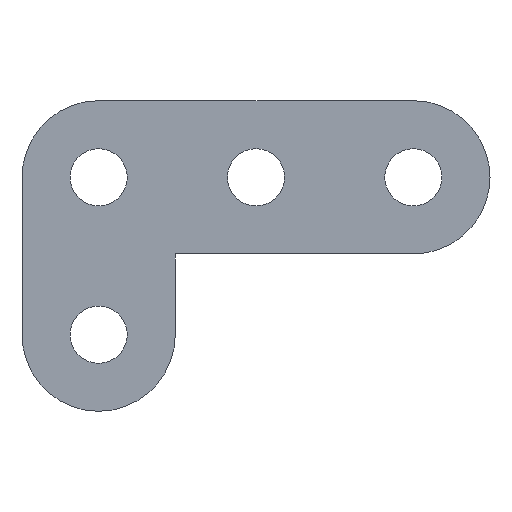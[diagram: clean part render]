
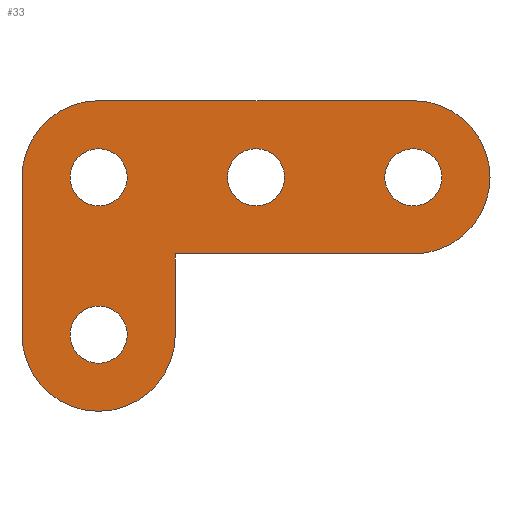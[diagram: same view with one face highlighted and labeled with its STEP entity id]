
A CAD part, front view. The second image highlights one B-rep face of the part: STEP entity #33.
In plain terms, the highlighted planar face has unit normal (0, -1, 0).
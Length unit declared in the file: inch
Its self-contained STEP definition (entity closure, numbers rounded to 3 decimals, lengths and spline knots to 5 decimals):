
#10 = AXIS2_PLACEMENT_3D ( 'NONE', #185, #135, #134 ) ;
#18 = CARTESIAN_POINT ( 'NONE',  ( -0.1875, 0., 0. ) ) ;
#19 = LINE ( 'NONE', #317, #268 ) ;
#29 = EDGE_CURVE ( 'NONE', #387, #645, #177, .T. ) ;
#33 = ADVANCED_FACE ( 'NONE', ( #210, #206, #192, #149, #148 ), #150, .F. ) ;
#36 = DIRECTION ( 'NONE',  ( 0., 0., 1. ) ) ;
#37 = VERTEX_POINT ( 'NONE', #182 ) ;
#39 = DIRECTION ( 'NONE',  ( 0., 1., 0. ) ) ;
#43 = ORIENTED_EDGE ( 'NONE', *, *, #632, .T. ) ;
#45 = ORIENTED_EDGE ( 'NONE', *, *, #218, .T. ) ;
#55 = DIRECTION ( 'NONE',  ( 0., 0., 1. ) ) ;
#60 = VERTEX_POINT ( 'NONE', #291 ) ;
#61 = DIRECTION ( 'NONE',  ( 0., 0., 1. ) ) ;
#63 = CIRCLE ( 'NONE', #522, 0.07 ) ;
#65 = DIRECTION ( 'NONE',  ( 0., 1., 0. ) ) ;
#66 = CIRCLE ( 'NONE', #10, 0.1875 ) ;
#68 = CARTESIAN_POINT ( 'NONE',  ( 0.77, 0., 0. ) ) ;
#70 = ORIENTED_EDGE ( 'NONE', *, *, #386, .T. ) ;
#75 = ORIENTED_EDGE ( 'NONE', *, *, #429, .T. ) ;
#78 = DIRECTION ( 'NONE',  ( 0., 1., 0. ) ) ;
#83 = CARTESIAN_POINT ( 'NONE',  ( 0., 0., 0.1875 ) ) ;
#86 = CARTESIAN_POINT ( 'NONE',  ( 0.1875, 0., 0. ) ) ;
#95 = ORIENTED_EDGE ( 'NONE', *, *, #341, .T. ) ;
#106 = DIRECTION ( 'NONE',  ( 0., 0., 1. ) ) ;
#107 = ORIENTED_EDGE ( 'NONE', *, *, #266, .T. ) ;
#108 = DIRECTION ( 'NONE',  ( 0., 1., 0. ) ) ;
#113 = VERTEX_POINT ( 'NONE', #514 ) ;
#117 = ORIENTED_EDGE ( 'NONE', *, *, #219, .F. ) ;
#118 = ORIENTED_EDGE ( 'NONE', *, *, #450, .T. ) ;
#119 = CARTESIAN_POINT ( 'NONE',  ( 0., 0., 0. ) ) ;
#124 = ORIENTED_EDGE ( 'NONE', *, *, #638, .T. ) ;
#127 = CARTESIAN_POINT ( 'NONE',  ( -0.1875, 0., 0. ) ) ;
#134 = DIRECTION ( 'NONE',  ( 0., 0., 1. ) ) ;
#135 = DIRECTION ( 'NONE',  ( 0., 1., 0. ) ) ;
#136 = CARTESIAN_POINT ( 'NONE',  ( 0., 0., -0.385 ) ) ;
#142 = ORIENTED_EDGE ( 'NONE', *, *, #374, .T. ) ;
#146 = EDGE_LOOP ( 'NONE', ( #107, #95 ) ) ;
#148 = FACE_OUTER_BOUND ( 'NONE', #174, .T. ) ;
#149 = FACE_BOUND ( 'NONE', #216, .T. ) ;
#150 = PLANE ( 'NONE',  #658 ) ;
#167 = VECTOR ( 'NONE', #674, 39.37008 ) ;
#168 = ORIENTED_EDGE ( 'NONE', *, *, #240, .F. ) ;
#169 = EDGE_LOOP ( 'NONE', ( #45, #43 ) ) ;
#170 = VERTEX_POINT ( 'NONE', #555 ) ;
#172 = ORIENTED_EDGE ( 'NONE', *, *, #307, .F. ) ;
#174 = EDGE_LOOP ( 'NONE', ( #118, #117, #172, #168, #179, #183, #196, #213 ) ) ;
#177 = CIRCLE ( 'NONE', #537, 0.1875 ) ;
#179 = ORIENTED_EDGE ( 'NONE', *, *, #540, .T. ) ;
#182 = CARTESIAN_POINT ( 'NONE',  ( 0.385, 0., 0.07 ) ) ;
#183 = ORIENTED_EDGE ( 'NONE', *, *, #511, .F. ) ;
#185 = CARTESIAN_POINT ( 'NONE',  ( 0., 0., -0.385 ) ) ;
#190 = CARTESIAN_POINT ( 'NONE',  ( -0.1875, 0., -0.385 ) ) ;
#192 = FACE_BOUND ( 'NONE', #209, .T. ) ;
#195 = LINE ( 'NONE', #127, #167 ) ;
#196 = ORIENTED_EDGE ( 'NONE', *, *, #244, .F. ) ;
#202 = VECTOR ( 'NONE', #664, 39.37008 ) ;
#206 = FACE_BOUND ( 'NONE', #146, .T. ) ;
#209 = EDGE_LOOP ( 'NONE', ( #75, #70 ) ) ;
#210 = FACE_BOUND ( 'NONE', #169, .T. ) ;
#213 = ORIENTED_EDGE ( 'NONE', *, *, #29, .F. ) ;
#215 = CARTESIAN_POINT ( 'NONE',  ( 0., 0., 0. ) ) ;
#216 = EDGE_LOOP ( 'NONE', ( #142, #124 ) ) ;
#218 = EDGE_CURVE ( 'NONE', #235, #519, #548, .T. ) ;
#219 = EDGE_CURVE ( 'NONE', #516, #589, #567, .T. ) ;
#228 = DIRECTION ( 'NONE',  ( 0., 1., 0. ) ) ;
#230 = LINE ( 'NONE', #86, #202 ) ;
#235 = VERTEX_POINT ( 'NONE', #281 ) ;
#240 = EDGE_CURVE ( 'NONE', #549, #262, #230, .T. ) ;
#242 = DIRECTION ( 'NONE',  ( 0., 0., 1. ) ) ;
#244 = EDGE_CURVE ( 'NONE', #645, #410, #265, .T. ) ;
#256 = CARTESIAN_POINT ( 'NONE',  ( 0.77, 0., -0.1875 ) ) ;
#258 = CARTESIAN_POINT ( 'NONE',  ( 0., 0., -0.385 ) ) ;
#262 = VERTEX_POINT ( 'NONE', #481 ) ;
#265 = LINE ( 'NONE', #83, #594 ) ;
#266 = EDGE_CURVE ( 'NONE', #545, #170, #336, .T. ) ;
#268 = VECTOR ( 'NONE', #313, 39.37008 ) ;
#269 = VERTEX_POINT ( 'NONE', #507 ) ;
#276 = CIRCLE ( 'NONE', #599, 0.07 ) ;
#281 = CARTESIAN_POINT ( 'NONE',  ( 0., 0., 0.07 ) ) ;
#291 = CARTESIAN_POINT ( 'NONE',  ( 0., 0., -0.455 ) ) ;
#306 = DIRECTION ( 'NONE',  ( 0., 1., 0. ) ) ;
#307 = EDGE_CURVE ( 'NONE', #262, #516, #66, .T. ) ;
#308 = CARTESIAN_POINT ( 'NONE',  ( 0.1875, 0., -0.1875 ) ) ;
#313 = DIRECTION ( 'NONE',  ( 1., 0., 0. ) ) ;
#317 = CARTESIAN_POINT ( 'NONE',  ( 0., 0., -0.1875 ) ) ;
#319 = CARTESIAN_POINT ( 'NONE',  ( 0.77, 0., 0.07 ) ) ;
#327 = AXIS2_PLACEMENT_3D ( 'NONE', #395, #381, #380 ) ;
#329 = VERTEX_POINT ( 'NONE', #256 ) ;
#333 = DIRECTION ( 'NONE',  ( 0., 1., 0. ) ) ;
#336 = CIRCLE ( 'NONE', #649, 0.07 ) ;
#341 = EDGE_CURVE ( 'NONE', #170, #545, #454, .T. ) ;
#351 = DIRECTION ( 'NONE',  ( 0., 0., 1. ) ) ;
#362 = CARTESIAN_POINT ( 'NONE',  ( 0.385, 0., 0. ) ) ;
#374 = EDGE_CURVE ( 'NONE', #37, #113, #391, .T. ) ;
#375 = CARTESIAN_POINT ( 'NONE',  ( 0., 0., -0.07 ) ) ;
#380 = DIRECTION ( 'NONE',  ( 0., 0., 1. ) ) ;
#381 = DIRECTION ( 'NONE',  ( 0., 1., 0. ) ) ;
#383 = CARTESIAN_POINT ( 'NONE',  ( 0., 0., 0. ) ) ;
#386 = EDGE_CURVE ( 'NONE', #60, #269, #433, .T. ) ;
#387 = VERTEX_POINT ( 'NONE', #18 ) ;
#391 = CIRCLE ( 'NONE', #484, 0.07 ) ;
#395 = CARTESIAN_POINT ( 'NONE',  ( 0.77, 0., 0. ) ) ;
#410 = VERTEX_POINT ( 'NONE', #439 ) ;
#414 = DIRECTION ( 'NONE',  ( 0., 0., 1. ) ) ;
#415 = CARTESIAN_POINT ( 'NONE',  ( 0., 0., 0.1875 ) ) ;
#429 = EDGE_CURVE ( 'NONE', #269, #60, #276, .T. ) ;
#433 = CIRCLE ( 'NONE', #513, 0.07 ) ;
#439 = CARTESIAN_POINT ( 'NONE',  ( 0.77, 0., 0.1875 ) ) ;
#445 = DIRECTION ( 'NONE',  ( 0., 0., 1. ) ) ;
#446 = AXIS2_PLACEMENT_3D ( 'NONE', #68, #65, #55 ) ;
#449 = DIRECTION ( 'NONE',  ( 0., 1., 0. ) ) ;
#450 = EDGE_CURVE ( 'NONE', #387, #589, #195, .T. ) ;
#451 = AXIS2_PLACEMENT_3D ( 'NONE', #362, #579, #351 ) ;
#454 = CIRCLE ( 'NONE', #446, 0.07 ) ;
#456 = CARTESIAN_POINT ( 'NONE',  ( 0.77, 0., 0. ) ) ;
#458 = AXIS2_PLACEMENT_3D ( 'NONE', #383, #306, #242 ) ;
#481 = CARTESIAN_POINT ( 'NONE',  ( 0.1875, 0., -0.385 ) ) ;
#484 = AXIS2_PLACEMENT_3D ( 'NONE', #661, #653, #659 ) ;
#507 = CARTESIAN_POINT ( 'NONE',  ( 0., 0., -0.315 ) ) ;
#510 = CARTESIAN_POINT ( 'NONE',  ( 0., 0., 0. ) ) ;
#511 = EDGE_CURVE ( 'NONE', #410, #329, #561, .T. ) ;
#513 = AXIS2_PLACEMENT_3D ( 'NONE', #521, #574, #546 ) ;
#514 = CARTESIAN_POINT ( 'NONE',  ( 0.385, 0., -0.07 ) ) ;
#516 = VERTEX_POINT ( 'NONE', #600 ) ;
#519 = VERTEX_POINT ( 'NONE', #375 ) ;
#521 = CARTESIAN_POINT ( 'NONE',  ( 0., 0., -0.385 ) ) ;
#522 = AXIS2_PLACEMENT_3D ( 'NONE', #510, #333, #414 ) ;
#529 = AXIS2_PLACEMENT_3D ( 'NONE', #136, #108, #668 ) ;
#537 = AXIS2_PLACEMENT_3D ( 'NONE', #119, #78, #61 ) ;
#540 = EDGE_CURVE ( 'NONE', #549, #329, #19, .T. ) ;
#545 = VERTEX_POINT ( 'NONE', #319 ) ;
#546 = DIRECTION ( 'NONE',  ( 0., 0., 1. ) ) ;
#548 = CIRCLE ( 'NONE', #458, 0.07 ) ;
#549 = VERTEX_POINT ( 'NONE', #308 ) ;
#555 = CARTESIAN_POINT ( 'NONE',  ( 0.77, 0., -0.07 ) ) ;
#561 = CIRCLE ( 'NONE', #327, 0.1875 ) ;
#565 = CIRCLE ( 'NONE', #451, 0.07 ) ;
#567 = CIRCLE ( 'NONE', #529, 0.1875 ) ;
#574 = DIRECTION ( 'NONE',  ( 0., 1., 0. ) ) ;
#579 = DIRECTION ( 'NONE',  ( 0., 1., 0. ) ) ;
#589 = VERTEX_POINT ( 'NONE', #190 ) ;
#594 = VECTOR ( 'NONE', #635, 39.37008 ) ;
#599 = AXIS2_PLACEMENT_3D ( 'NONE', #258, #228, #106 ) ;
#600 = CARTESIAN_POINT ( 'NONE',  ( 0., 0., -0.5725 ) ) ;
#632 = EDGE_CURVE ( 'NONE', #519, #235, #63, .T. ) ;
#635 = DIRECTION ( 'NONE',  ( 1., 0., 0. ) ) ;
#638 = EDGE_CURVE ( 'NONE', #113, #37, #565, .T. ) ;
#645 = VERTEX_POINT ( 'NONE', #415 ) ;
#649 = AXIS2_PLACEMENT_3D ( 'NONE', #456, #449, #445 ) ;
#653 = DIRECTION ( 'NONE',  ( 0., 1., 0. ) ) ;
#658 = AXIS2_PLACEMENT_3D ( 'NONE', #215, #39, #36 ) ;
#659 = DIRECTION ( 'NONE',  ( 0., 0., 1. ) ) ;
#661 = CARTESIAN_POINT ( 'NONE',  ( 0.385, 0., 0. ) ) ;
#664 = DIRECTION ( 'NONE',  ( 0., 0., -1. ) ) ;
#668 = DIRECTION ( 'NONE',  ( 0., 0., 1. ) ) ;
#674 = DIRECTION ( 'NONE',  ( 0., 0., -1. ) ) ;
